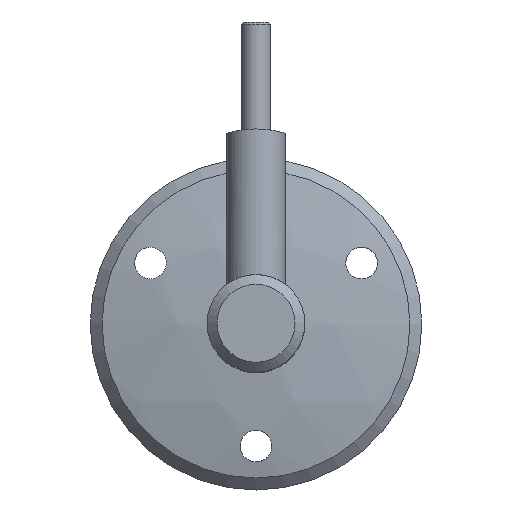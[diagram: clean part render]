
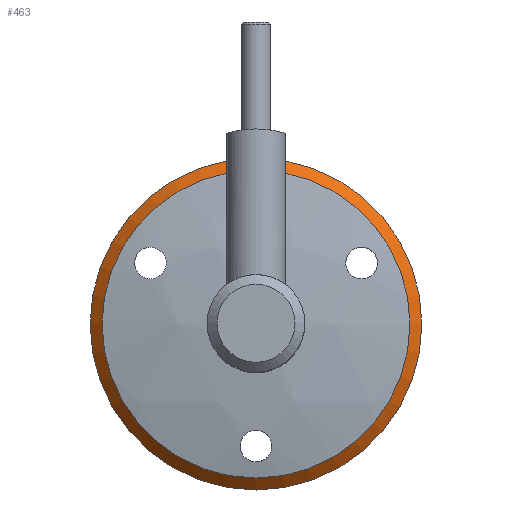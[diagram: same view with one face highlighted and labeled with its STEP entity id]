
A CAD part, top view. The second image highlights one B-rep face of the part: STEP entity #463.
In plain terms, the highlighted conical face has half-angle 44.713 degrees and reference radius 34 mm.
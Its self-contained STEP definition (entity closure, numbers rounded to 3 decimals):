
#463 = ADVANCED_FACE ( 'NONE', ( #2823, #14457 ), #3738, .T. ) ;
#668 = CARTESIAN_POINT ( 'NONE',  ( -31.55, 1.323, 0. ) ) ;
#746 = ORIENTED_EDGE ( 'NONE', *, *, #3955, .F. ) ;
#957 = DIRECTION ( 'NONE',  ( 0., -1., 0. ) ) ;
#1200 = DIRECTION ( 'NONE',  ( -1., 0., 0. ) ) ;
#2663 = EDGE_CURVE ( 'NONE', #5435, #5435, #12436, .T. ) ;
#2823 = FACE_BOUND ( 'NONE', #9307, .T. ) ;
#3738 = CONICAL_SURFACE ( 'NONE', #11033, 34., 0.78 ) ;
#3955 = EDGE_CURVE ( 'NONE', #14690, #14690, #13344, .T. ) ;
#4212 = CARTESIAN_POINT ( 'NONE',  ( -34., -1.151, 0. ) ) ;
#4388 = CARTESIAN_POINT ( 'NONE',  ( 0., 1.323, 0. ) ) ;
#5048 = CARTESIAN_POINT ( 'NONE',  ( 0., -1.151, 0. ) ) ;
#5435 = VERTEX_POINT ( 'NONE', #4212 ) ;
#8243 = AXIS2_PLACEMENT_3D ( 'NONE', #4388, #8259, #1200 ) ;
#8259 = DIRECTION ( 'NONE',  ( 0., 1., 0. ) ) ;
#9307 = EDGE_LOOP ( 'NONE', ( #746 ) ) ;
#9670 = DIRECTION ( 'NONE',  ( -1., 0., 0. ) ) ;
#10693 = EDGE_LOOP ( 'NONE', ( #14526 ) ) ;
#11033 = AXIS2_PLACEMENT_3D ( 'NONE', #12652, #957, #13889 ) ;
#12027 = DIRECTION ( 'NONE',  ( 0., 1., 0. ) ) ;
#12436 = CIRCLE ( 'NONE', #13267, 34. ) ;
#12652 = CARTESIAN_POINT ( 'NONE',  ( 0., -1.151, 0. ) ) ;
#13267 = AXIS2_PLACEMENT_3D ( 'NONE', #5048, #12027, #9670 ) ;
#13344 = CIRCLE ( 'NONE', #8243, 31.55 ) ;
#13889 = DIRECTION ( 'NONE',  ( 1., 0., 0. ) ) ;
#14457 = FACE_OUTER_BOUND ( 'NONE', #10693, .T. ) ;
#14526 = ORIENTED_EDGE ( 'NONE', *, *, #2663, .T. ) ;
#14690 = VERTEX_POINT ( 'NONE', #668 ) ;
